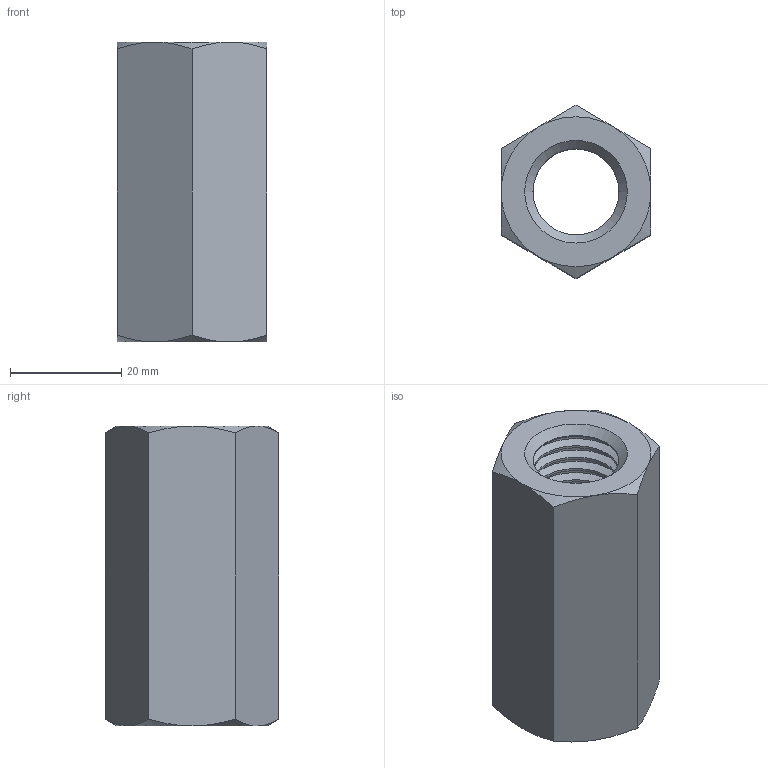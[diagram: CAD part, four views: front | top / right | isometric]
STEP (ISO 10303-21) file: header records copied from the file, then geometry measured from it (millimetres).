
FILE_DESCRIPTION( ( 'Unknown' ), '1' );
FILE_NAME( 'PT05-1827.stp', 'Unknown', ( 'Unknown' ), ( 'Unknown' ), 'XStep 1.0', 'Unknown', ' ' );
FILE_SCHEMA( ( 'CONFIG_CONTROL_DESIGN' ) );
Length unit declared in the file: millimetre
Products named in the file (1): 1
Bounding box: 27 x 31.18 x 54 mm (x, y, z)
Volume: 21934.2 mm3; surface area: 10199 mm2
Topology: 1 solids, 1 shells, 106 faces, 217 edges, 113 vertices
Faces by surface type: cone 56, cylinder 42, plane 8
Full cylindrical faces by diameter (mm): 15.5 x21, 18 x21
Entity records: 2396 total; most frequent: CARTESIAN_POINT 491, DIRECTION 418, ORIENTED_EDGE 258, AXIS2_PLACEMENT_3D 206, EDGE_LOOP 194, FACE_OUTER_BOUND 148, EDGE_CURVE 129, VERTEX_POINT 111
